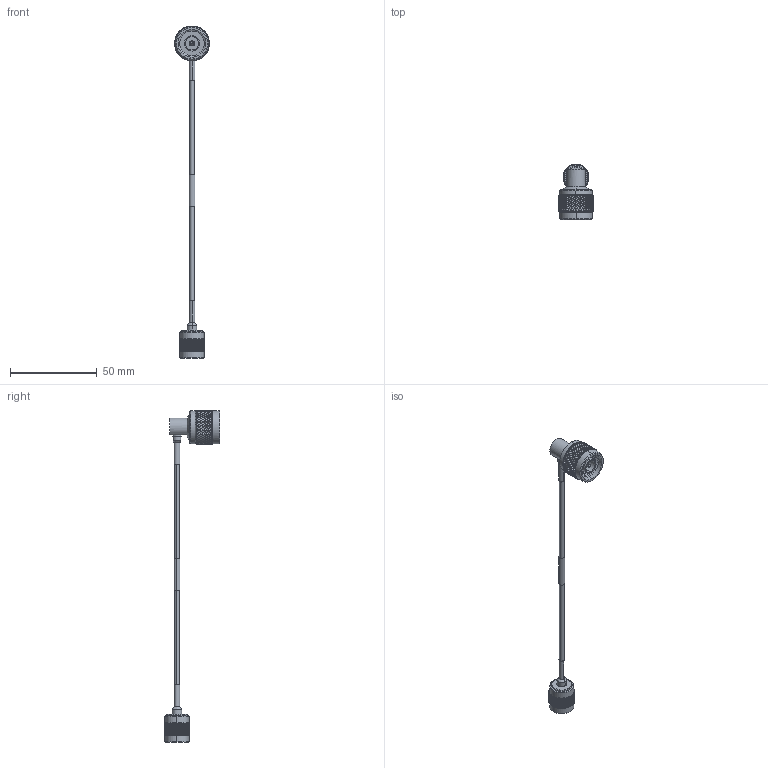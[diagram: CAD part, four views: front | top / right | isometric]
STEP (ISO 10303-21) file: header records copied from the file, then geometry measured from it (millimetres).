
FILE_DESCRIPTION (( 'STEP AP214' ), '1' );
FILE_NAME ('LCCA30646.step', '2020-05-06T20:45:49', ( '' ), ( '' ), 'SwSTEP 2.0', 'SolidWorks 2018', '' );
FILE_SCHEMA (( 'AUTOMOTIVE_DESIGN' ));
Length unit declared in the file: inch
Products named in the file (5): LCCA30646; LCCN3052^LCCA30646_Heat shrink; LC085TBJ^LCCA30646; Label^LCCA30646; LCCN3058^LCCA30646_Heat Shrink
Assembly tree (4 placements, depth 2):
  LCCA30646
    LC085TBJ^LCCA30646
    Label^LCCA30646
    LCCN3058^LCCA30646_Heat Shrink
    LCCN3052^LCCA30646_Heat shrink
Bounding box: 20.07 x 32.36 x 191.88 mm (x, y, z)
Volume: 6692.1 mm3; surface area: 8225.5 mm2
Topology: 4 solids, 6 shells, 4467 faces, 9251 edges, 4812 vertices
Faces by surface type: bspline 3287, cylinder 851, cone 265, plane 54, torus 8, sphere 2
Entity records: 171124 total; most frequent: CARTESIAN_POINT 113027, ORIENTED_EDGE 18502, EDGE_CURVE 9251, VERTEX_POINT 4812, EDGE_LOOP 4483, ADVANCED_FACE 4467, FACE_OUTER_BOUND 4467, DIRECTION 3841
